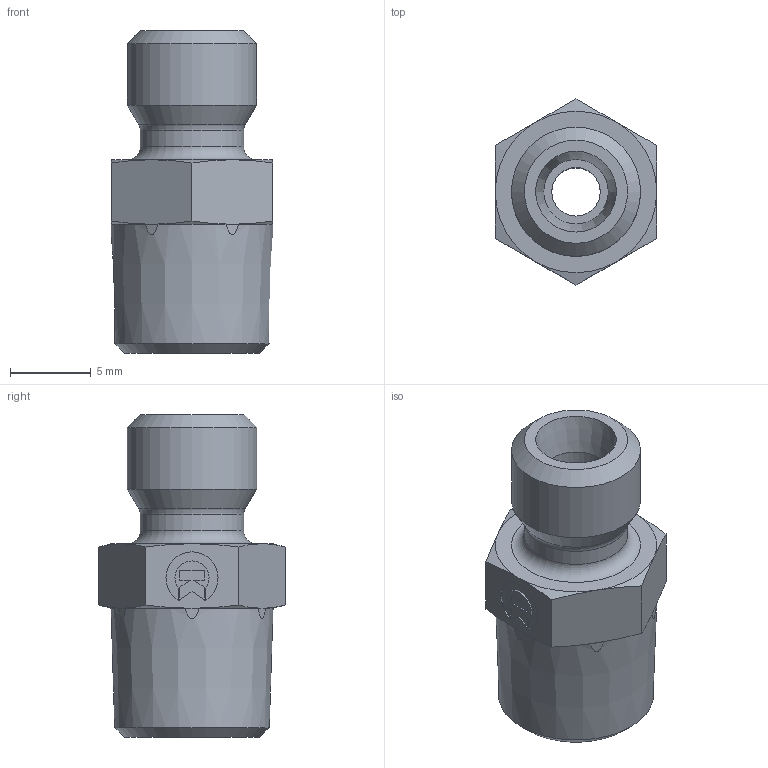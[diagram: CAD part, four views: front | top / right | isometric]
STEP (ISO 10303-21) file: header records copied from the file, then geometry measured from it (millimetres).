
FILE_DESCRIPTION((''),'2;1');
FILE_NAME('03000041808.stp','2014-08-11T17:51:08',(''),('KNOMI spol. s r. o.'),'Autodesk Inventor 2012','Autodesk Inventor 2012','');
FILE_SCHEMA(('AUTOMOTIVE_DESIGN { 1 2 10303 214 0 1 1 1 }'));
Length unit declared in the file: millimetre
Products named in the file (1): PHCR1 4LLRkuž  R1/8/M8x1
Bounding box: 10 x 11.55 x 20 mm (x, y, z)
Volume: 1117.2 mm3; surface area: 914.1 mm2
Topology: 1 solids, 1 shells, 80 faces, 187 edges, 115 vertices
Faces by surface type: plane 52, cone 18, cylinder 8, torus 2
Full cylindrical faces by diameter (mm): 3 x1, 4 x1, 6.4 x1, 8 x1
Entity records: 2144 total; most frequent: CARTESIAN_POINT 423, DIRECTION 344, ORIENTED_EDGE 342, EDGE_CURVE 171, AXIS2_PLACEMENT_3D 122, VERTEX_POINT 111, VECTOR 100, LINE 100
